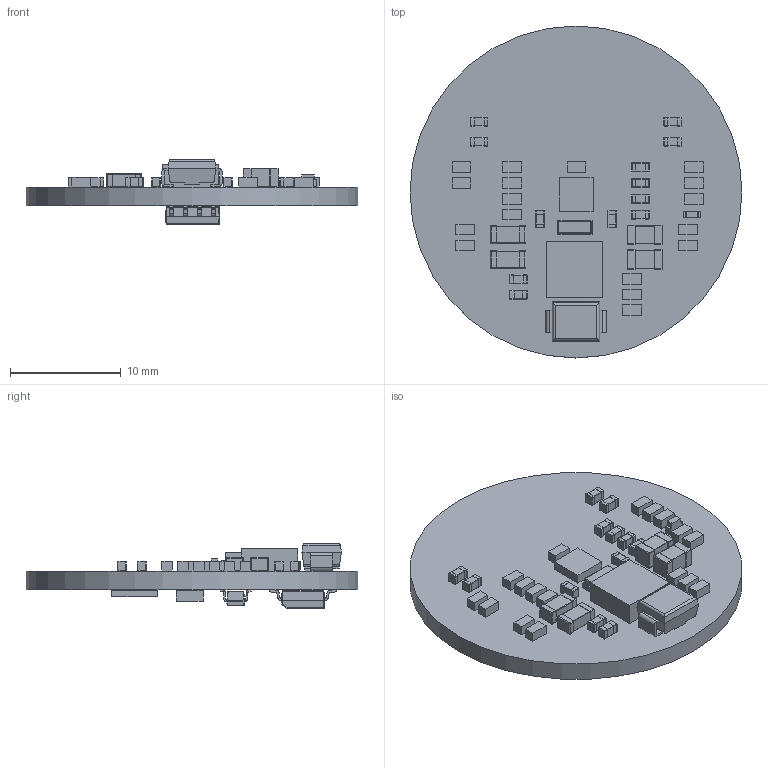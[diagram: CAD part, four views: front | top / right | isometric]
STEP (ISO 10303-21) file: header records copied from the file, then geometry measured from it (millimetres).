
FILE_DESCRIPTION(('Open CASCADE Model'),'2;1');
FILE_NAME('Open CASCADE Shape Model','2021-09-02T02:21:10',('Author'),( 'Open CASCADE'),'Open CASCADE STEP processor 6.8','Open CASCADE 6.8' ,'Unknown');
FILE_SCHEMA(('AUTOMOTIVE_DESIGN { 1 0 10303 214 1 1 1 1 }'));
Length unit declared in the file: millimetre
Products named in the file (62): PCB; Board; Open CASCADE STEP translator 6.8 1.1.1; R3; 6011488224; Extruded; U5; LGA12_STM; Y1; CSTCE12M0G15L99-R0--3DModel-STEP-56544; U4; TPS73225DBVR--3DModel-STEP-56544; U3; 6011490144; U2; UFQFPN28-4x4mm; U1; TPS54340DDA--3DModel-STEP-56544; R17; R16; R15; R14; R13; R12; R11; R10; R9; R8; R7; R6; R5; R4; R2; R1; L1; 6011488384; D2; LTST-S270GKT--3DModel-STEP-56544; D1; MBRS360BT3G--3DModel-STEP-56544 ...
Assembly tree (89 placements, depth 4):
  PCB
    Board
      Open CASCADE STEP translator 6.8 1.1.1
    R3
      6011488224
        Extruded
    U5
      LGA12_STM
    Y1
      CSTCE12M0G15L99-R0--3DModel-STEP-56544
    U4
      TPS73225DBVR--3DModel-STEP-56544
    U3
      6011490144
        Extruded
    U2
      UFQFPN28-4x4mm
    U1
      TPS54340DDA--3DModel-STEP-56544
    R17
      6011488224
        Extruded
    R16
      6011488224
        Extruded
    R15
      6011488224
        Extruded
    R14
      6011488224
        Extruded
    R13
      6011488224
        Extruded
    R12
      6011488224
        Extruded
    R11
      6011488224
        Extruded
    R10
      6011488224
        Extruded
    R9
      6011488224
        Extruded
    R8
      6011488224
        Extruded
    R7
      6011488224
        Extruded
    R6
      6011488224
        Extruded
    R5
      6011488224
        Extruded
    R4
      6011488224
Bounding box: 30 x 30 x 5.88 mm (x, y, z)
Volume: 1417.6 mm3; surface area: 2394.5 mm2
Topology: 139 solids, 139 shells, 1601 faces, 3584 edges, 2108 vertices
Faces by surface type: plane 948, cylinder 465, sphere 156, bspline 16, torus 16
Full cylindrical faces by diameter (mm): 0.122 x1, 0.204 x1, 30 x1
Entity records: 29563 total; most frequent: CARTESIAN_POINT 4853, DIRECTION 4346, ORIENTED_EDGE 4024, EDGE_CURVE 2012, LINE 1576, VECTOR 1576, AXIS2_PLACEMENT_3D 1385, VERTEX_POINT 1276
